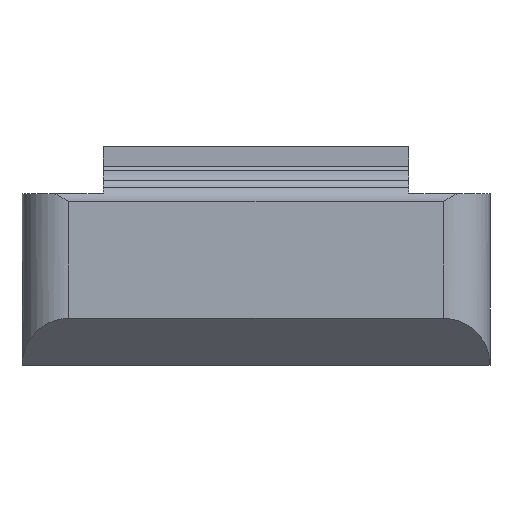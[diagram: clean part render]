
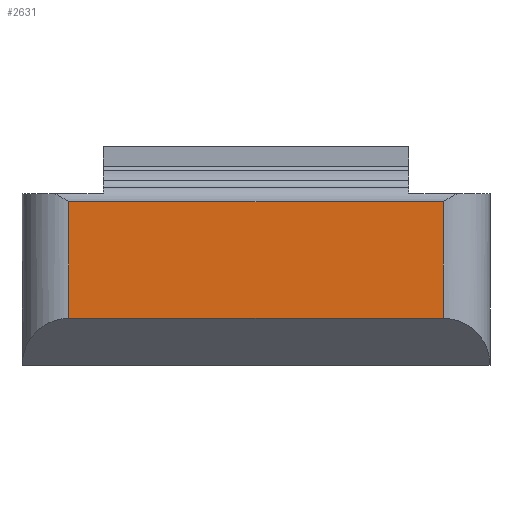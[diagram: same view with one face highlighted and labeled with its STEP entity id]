
A CAD part, front view. The second image highlights one B-rep face of the part: STEP entity #2631.
In plain terms, the highlighted planar face has unit normal (0, -1, 0).
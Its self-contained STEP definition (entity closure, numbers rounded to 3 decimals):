
#332=FACE_OUTER_BOUND('',#470,.T.);
#470=EDGE_LOOP('',(#1783,#1784,#1785,#1786));
#636=LINE('',#4263,#827);
#637=LINE('',#4265,#828);
#638=LINE('',#4267,#829);
#639=LINE('',#4268,#830);
#827=VECTOR('',#3357,1.);
#828=VECTOR('',#3358,1.);
#829=VECTOR('',#3359,1.);
#830=VECTOR('',#3360,1.);
#1114=VERTEX_POINT('',#4261);
#1115=VERTEX_POINT('',#4262);
#1116=VERTEX_POINT('',#4264);
#1117=VERTEX_POINT('',#4266);
#1381=EDGE_CURVE('',#1114,#1115,#636,.T.);
#1382=EDGE_CURVE('',#1115,#1116,#637,.T.);
#1383=EDGE_CURVE('',#1116,#1117,#638,.F.);
#1384=EDGE_CURVE('',#1117,#1114,#639,.T.);
#1783=ORIENTED_EDGE('',*,*,#1381,.T.);
#1784=ORIENTED_EDGE('',*,*,#1382,.T.);
#1785=ORIENTED_EDGE('',*,*,#1383,.T.);
#1786=ORIENTED_EDGE('',*,*,#1384,.T.);
#2459=PLANE('',#2879);
#2631=ADVANCED_FACE('',(#332),#2459,.F.);
#2879=AXIS2_PLACEMENT_3D('',#4260,#3355,#3356);
#3355=DIRECTION('center_axis',(0.,1.,0.));
#3356=DIRECTION('ref_axis',(-1.,0.,0.));
#3357=DIRECTION('',(0.,0.,-1.));
#3358=DIRECTION('',(1.,0.,0.));
#3359=DIRECTION('',(0.,0.,-1.));
#3360=DIRECTION('',(-1.,0.,0.));
#4260=CARTESIAN_POINT('Origin',(-223.6,-9.2,7.));
#4261=CARTESIAN_POINT('',(-224.7,-9.2,12.246));
#4262=CARTESIAN_POINT('',(-224.7,-9.2,8.5));
#4263=CARTESIAN_POINT('',(-224.7,-9.2,12.246));
#4264=CARTESIAN_POINT('',(-212.7,-9.2,8.5));
#4265=CARTESIAN_POINT('',(-224.7,-9.2,8.5));
#4266=CARTESIAN_POINT('',(-212.7,-9.2,12.246));
#4267=CARTESIAN_POINT('',(-212.7,-9.2,12.246));
#4268=CARTESIAN_POINT('',(-212.7,-9.2,12.246));
